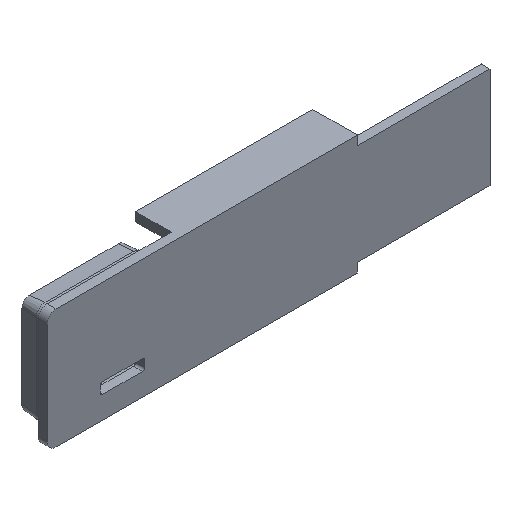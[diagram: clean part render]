
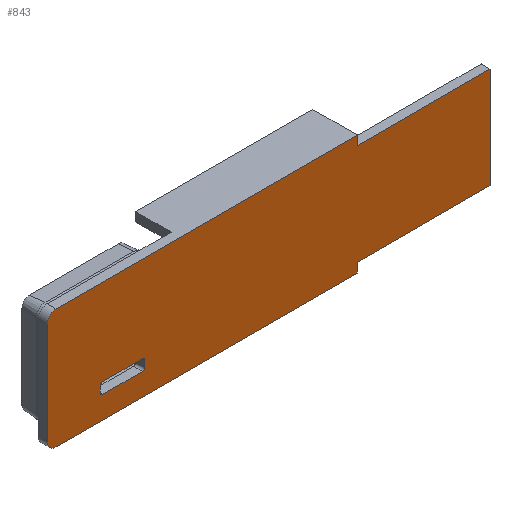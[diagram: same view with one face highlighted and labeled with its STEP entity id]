
A CAD part, isometric view. The second image highlights one B-rep face of the part: STEP entity #843.
In plain terms, the highlighted planar face has unit normal (0, -1, 0).
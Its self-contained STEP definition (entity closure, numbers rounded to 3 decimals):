
#3 = ORIENTED_EDGE ( 'NONE', *, *, #1180, .F. ) ;
#10 = ORIENTED_EDGE ( 'NONE', *, *, #389, .F. ) ;
#11 = DIRECTION ( 'NONE',  ( 0., 0., -1. ) ) ;
#25 = VECTOR ( 'NONE', #862, 1000. ) ;
#26 = ORIENTED_EDGE ( 'NONE', *, *, #472, .T. ) ;
#45 = CARTESIAN_POINT ( 'NONE',  ( 86., 0., -11.4 ) ) ;
#66 = LINE ( 'NONE', #619, #523 ) ;
#83 = LINE ( 'NONE', #1210, #1758 ) ;
#113 = EDGE_CURVE ( 'NONE', #1213, #406, #1766, .T. ) ;
#120 = VERTEX_POINT ( 'NONE', #1481 ) ;
#121 = CARTESIAN_POINT ( 'NONE',  ( 0., 0., 0. ) ) ;
#128 = DIRECTION ( 'NONE',  ( 0., -1., 0. ) ) ;
#168 = CIRCLE ( 'NONE', #1177, 0.5 ) ;
#171 = ORIENTED_EDGE ( 'NONE', *, *, #1724, .T. ) ;
#180 = DIRECTION ( 'NONE',  ( -1., 0., 0. ) ) ;
#188 = VECTOR ( 'NONE', #814, 1000. ) ;
#202 = EDGE_CURVE ( 'NONE', #1059, #918, #591, .T. ) ;
#217 = CARTESIAN_POINT ( 'NONE',  ( 86., 0., 11.4 ) ) ;
#237 = VERTEX_POINT ( 'NONE', #1797 ) ;
#242 = CARTESIAN_POINT ( 'NONE',  ( -1.5, 0., -8. ) ) ;
#262 = FACE_OUTER_BOUND ( 'NONE', #618, .T. ) ;
#280 = CIRCLE ( 'NONE', #1614, 0.5 ) ;
#284 = CARTESIAN_POINT ( 'NONE',  ( 56., 0., -13.5 ) ) ;
#293 = AXIS2_PLACEMENT_3D ( 'NONE', #242, #1776, #1365 ) ;
#302 = CARTESIAN_POINT ( 'NONE',  ( 7.5, 0., -6.5 ) ) ;
#303 = EDGE_CURVE ( 'NONE', #1213, #745, #1085, .T. ) ;
#307 = VERTEX_POINT ( 'NONE', #866 ) ;
#312 = DIRECTION ( 'NONE',  ( 1., 0., 0. ) ) ;
#313 = DIRECTION ( 'NONE',  ( 0., 0., -1. ) ) ;
#372 = VERTEX_POINT ( 'NONE', #1653 ) ;
#376 = CARTESIAN_POINT ( 'NONE',  ( -12., 0., -11.5 ) ) ;
#389 = EDGE_CURVE ( 'NONE', #406, #979, #960, .T. ) ;
#406 = VERTEX_POINT ( 'NONE', #952 ) ;
#416 = CARTESIAN_POINT ( 'NONE',  ( 86., 0., 11.4 ) ) ;
#431 = CARTESIAN_POINT ( 'NONE',  ( -14., 0., 11.5 ) ) ;
#449 = CARTESIAN_POINT ( 'NONE',  ( -12., 0., 11.5 ) ) ;
#455 = CARTESIAN_POINT ( 'NONE',  ( -1.5, 0., -6. ) ) ;
#472 = EDGE_CURVE ( 'NONE', #120, #372, #1555, .T. ) ;
#475 = ORIENTED_EDGE ( 'NONE', *, *, #1593, .T. ) ;
#482 = CARTESIAN_POINT ( 'NONE',  ( 86., 0., 13.5 ) ) ;
#487 = EDGE_CURVE ( 'NONE', #996, #769, #1595, .T. ) ;
#491 = CARTESIAN_POINT ( 'NONE',  ( 7.5, 0., -8. ) ) ;
#506 = DIRECTION ( 'NONE',  ( -1., 0., 0. ) ) ;
#514 = DIRECTION ( 'NONE',  ( 0., 0., -1. ) ) ;
#523 = VECTOR ( 'NONE', #728, 1000. ) ;
#555 = VECTOR ( 'NONE', #1416, 1000. ) ;
#591 = CIRCLE ( 'NONE', #821, 2. ) ;
#592 = DIRECTION ( 'NONE',  ( 0., 0., -1. ) ) ;
#599 = ORIENTED_EDGE ( 'NONE', *, *, #202, .T. ) ;
#618 = EDGE_LOOP ( 'NONE', ( #1482, #10, #1104, #1634, #3, #599, #1718, #1650, #26, #1307 ) ) ;
#619 = CARTESIAN_POINT ( 'NONE',  ( 8., 0., -6. ) ) ;
#656 = LINE ( 'NONE', #416, #730 ) ;
#670 = ORIENTED_EDGE ( 'NONE', *, *, #967, .T. ) ;
#724 = LINE ( 'NONE', #1009, #785 ) ;
#728 = DIRECTION ( 'NONE',  ( 0., 0., -1. ) ) ;
#729 = CARTESIAN_POINT ( 'NONE',  ( -2., 0., -6. ) ) ;
#730 = VECTOR ( 'NONE', #1518, 1000. ) ;
#745 = VERTEX_POINT ( 'NONE', #431 ) ;
#746 = CARTESIAN_POINT ( 'NONE',  ( -1.5, 0., -6.5 ) ) ;
#750 = CIRCLE ( 'NONE', #293, 0.5 ) ;
#764 = VECTOR ( 'NONE', #1785, 1000. ) ;
#769 = VERTEX_POINT ( 'NONE', #1522 ) ;
#779 = VERTEX_POINT ( 'NONE', #1643 ) ;
#785 = VECTOR ( 'NONE', #180, 1000. ) ;
#791 = CARTESIAN_POINT ( 'NONE',  ( -14., 0., -11.5 ) ) ;
#814 = DIRECTION ( 'NONE',  ( 1., 0., 0. ) ) ;
#821 = AXIS2_PLACEMENT_3D ( 'NONE', #376, #1228, #1789 ) ;
#828 = CARTESIAN_POINT ( 'NONE',  ( 56., 0., 13.5 ) ) ;
#835 = DIRECTION ( 'NONE',  ( 0., 0., 1. ) ) ;
#843 = ADVANCED_FACE ( 'NONE', ( #1252, #262 ), #1370, .T. ) ;
#862 = DIRECTION ( 'NONE',  ( 0., 0., 1. ) ) ;
#864 = ORIENTED_EDGE ( 'NONE', *, *, #487, .T. ) ;
#866 = CARTESIAN_POINT ( 'NONE',  ( -2., 0., -6.5 ) ) ;
#880 = CARTESIAN_POINT ( 'NONE',  ( 7.5, 0., -8.5 ) ) ;
#886 = ORIENTED_EDGE ( 'NONE', *, *, #1056, .T. ) ;
#887 = DIRECTION ( 'NONE',  ( 0., 1., 0. ) ) ;
#890 = EDGE_CURVE ( 'NONE', #1447, #120, #1106, .T. ) ;
#918 = VERTEX_POINT ( 'NONE', #1151 ) ;
#929 = VECTOR ( 'NONE', #835, 1000. ) ;
#932 = AXIS2_PLACEMENT_3D ( 'NONE', #449, #999, #313 ) ;
#940 = LINE ( 'NONE', #1799, #1350 ) ;
#952 = CARTESIAN_POINT ( 'NONE',  ( 56., 0., 13.5 ) ) ;
#960 = LINE ( 'NONE', #828, #764 ) ;
#967 = EDGE_CURVE ( 'NONE', #1429, #237, #66, .T. ) ;
#979 = VERTEX_POINT ( 'NONE', #1132 ) ;
#981 = EDGE_CURVE ( 'NONE', #769, #1429, #280, .T. ) ;
#995 = CARTESIAN_POINT ( 'NONE',  ( -2., 0., -6. ) ) ;
#996 = VERTEX_POINT ( 'NONE', #455 ) ;
#999 = DIRECTION ( 'NONE',  ( 0., -1., 0. ) ) ;
#1004 = VECTOR ( 'NONE', #1466, 1000. ) ;
#1009 = CARTESIAN_POINT ( 'NONE',  ( -2., 0., -8.5 ) ) ;
#1029 = EDGE_CURVE ( 'NONE', #1433, #372, #1608, .T. ) ;
#1038 = CARTESIAN_POINT ( 'NONE',  ( 56., 0., -13.5 ) ) ;
#1056 = EDGE_CURVE ( 'NONE', #237, #1409, #1088, .T. ) ;
#1059 = VERTEX_POINT ( 'NONE', #791 ) ;
#1064 = CARTESIAN_POINT ( 'NONE',  ( -1.5, 0., -8.5 ) ) ;
#1077 = CARTESIAN_POINT ( 'NONE',  ( -12., 0., 13.5 ) ) ;
#1085 = CIRCLE ( 'NONE', #932, 2. ) ;
#1088 = CIRCLE ( 'NONE', #1671, 0.5 ) ;
#1104 = ORIENTED_EDGE ( 'NONE', *, *, #113, .F. ) ;
#1106 = LINE ( 'NONE', #284, #929 ) ;
#1132 = CARTESIAN_POINT ( 'NONE',  ( 56., 0., 11.4 ) ) ;
#1146 = EDGE_LOOP ( 'NONE', ( #670, #886, #171, #475, #1606, #1560, #864, #1637 ) ) ;
#1151 = CARTESIAN_POINT ( 'NONE',  ( -12., 0., -13.5 ) ) ;
#1158 = EDGE_CURVE ( 'NONE', #1447, #918, #83, .T. ) ;
#1177 = AXIS2_PLACEMENT_3D ( 'NONE', #746, #887, #1569 ) ;
#1180 = EDGE_CURVE ( 'NONE', #1059, #745, #940, .T. ) ;
#1210 = CARTESIAN_POINT ( 'NONE',  ( -14., 0., -13.5 ) ) ;
#1213 = VERTEX_POINT ( 'NONE', #1077 ) ;
#1216 = AXIS2_PLACEMENT_3D ( 'NONE', #121, #128, #11 ) ;
#1228 = DIRECTION ( 'NONE',  ( 0., -1., 0. ) ) ;
#1252 = FACE_BOUND ( 'NONE', #1146, .T. ) ;
#1283 = VECTOR ( 'NONE', #312, 1000. ) ;
#1307 = ORIENTED_EDGE ( 'NONE', *, *, #1029, .F. ) ;
#1308 = EDGE_CURVE ( 'NONE', #307, #996, #168, .T. ) ;
#1350 = VECTOR ( 'NONE', #1387, 1000. ) ;
#1365 = DIRECTION ( 'NONE',  ( 0., 0., -1. ) ) ;
#1370 = PLANE ( 'NONE',  #1216 ) ;
#1387 = DIRECTION ( 'NONE',  ( 0., 0., 1. ) ) ;
#1409 = VERTEX_POINT ( 'NONE', #880 ) ;
#1416 = DIRECTION ( 'NONE',  ( 1., 0., 0. ) ) ;
#1429 = VERTEX_POINT ( 'NONE', #1580 ) ;
#1432 = EDGE_CURVE ( 'NONE', #779, #307, #1688, .T. ) ;
#1433 = VERTEX_POINT ( 'NONE', #217 ) ;
#1447 = VERTEX_POINT ( 'NONE', #1038 ) ;
#1466 = DIRECTION ( 'NONE',  ( 0., 0., -1. ) ) ;
#1481 = CARTESIAN_POINT ( 'NONE',  ( 56., 0., -11.4 ) ) ;
#1482 = ORIENTED_EDGE ( 'NONE', *, *, #1682, .F. ) ;
#1518 = DIRECTION ( 'NONE',  ( 1., 0., 0. ) ) ;
#1522 = CARTESIAN_POINT ( 'NONE',  ( 7.5, 0., -6. ) ) ;
#1546 = VERTEX_POINT ( 'NONE', #1064 ) ;
#1555 = LINE ( 'NONE', #45, #555 ) ;
#1560 = ORIENTED_EDGE ( 'NONE', *, *, #1308, .T. ) ;
#1569 = DIRECTION ( 'NONE',  ( 0., 0., -1. ) ) ;
#1580 = CARTESIAN_POINT ( 'NONE',  ( 8., 0., -6.5 ) ) ;
#1593 = EDGE_CURVE ( 'NONE', #1546, #779, #750, .T. ) ;
#1595 = LINE ( 'NONE', #729, #1283 ) ;
#1606 = ORIENTED_EDGE ( 'NONE', *, *, #1432, .T. ) ;
#1608 = LINE ( 'NONE', #482, #1004 ) ;
#1614 = AXIS2_PLACEMENT_3D ( 'NONE', #302, #1691, #592 ) ;
#1633 = CARTESIAN_POINT ( 'NONE',  ( -14., 0., 13.5 ) ) ;
#1634 = ORIENTED_EDGE ( 'NONE', *, *, #303, .T. ) ;
#1637 = ORIENTED_EDGE ( 'NONE', *, *, #981, .T. ) ;
#1643 = CARTESIAN_POINT ( 'NONE',  ( -2., 0., -8. ) ) ;
#1650 = ORIENTED_EDGE ( 'NONE', *, *, #890, .T. ) ;
#1653 = CARTESIAN_POINT ( 'NONE',  ( 86., 0., -11.4 ) ) ;
#1671 = AXIS2_PLACEMENT_3D ( 'NONE', #491, #1760, #514 ) ;
#1682 = EDGE_CURVE ( 'NONE', #979, #1433, #656, .T. ) ;
#1688 = LINE ( 'NONE', #995, #25 ) ;
#1691 = DIRECTION ( 'NONE',  ( 0., 1., 0. ) ) ;
#1718 = ORIENTED_EDGE ( 'NONE', *, *, #1158, .F. ) ;
#1724 = EDGE_CURVE ( 'NONE', #1409, #1546, #724, .T. ) ;
#1758 = VECTOR ( 'NONE', #506, 1000. ) ;
#1760 = DIRECTION ( 'NONE',  ( 0., 1., 0. ) ) ;
#1766 = LINE ( 'NONE', #1633, #188 ) ;
#1776 = DIRECTION ( 'NONE',  ( 0., 1., 0. ) ) ;
#1785 = DIRECTION ( 'NONE',  ( 0., 0., -1. ) ) ;
#1789 = DIRECTION ( 'NONE',  ( 0., 0., -1. ) ) ;
#1797 = CARTESIAN_POINT ( 'NONE',  ( 8., 0., -8. ) ) ;
#1799 = CARTESIAN_POINT ( 'NONE',  ( -14., 0., 13.5 ) ) ;
